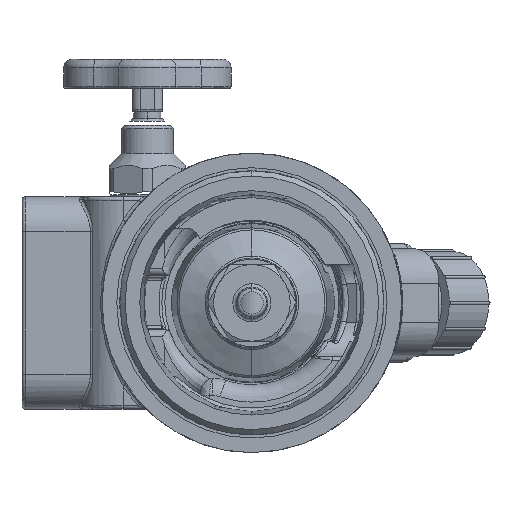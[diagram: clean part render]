
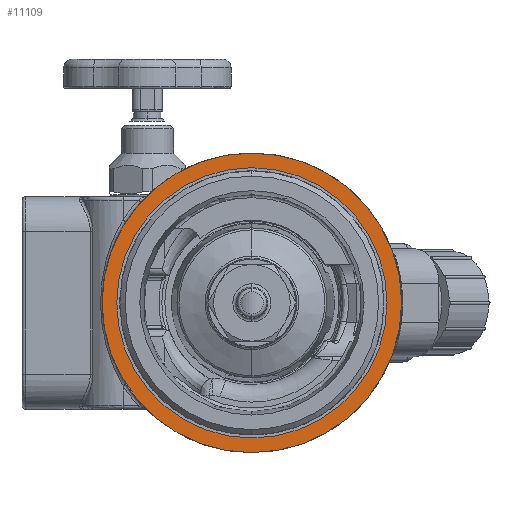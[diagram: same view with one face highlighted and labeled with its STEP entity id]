
A CAD part, front view. The second image highlights one B-rep face of the part: STEP entity #11109.
In plain terms, the highlighted planar face has unit normal (0, -1, 0).
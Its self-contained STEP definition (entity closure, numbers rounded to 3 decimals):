
#9199 = EDGE_CURVE ( 'NONE', #9201, #10796, #9272, .T. ) ;
#9201 = VERTEX_POINT ( 'NONE', #9344 ) ;
#9272 = CIRCLE ( 'NONE', #9348, 38.8 ) ;
#9344 = CARTESIAN_POINT ( 'NONE',  ( 0., 31.5, 38.8 ) ) ;
#9345 = DIRECTION ( 'NONE',  ( 0., 0., 1. ) ) ;
#9346 = DIRECTION ( 'NONE',  ( 0., 1., 0. ) ) ;
#9347 = CARTESIAN_POINT ( 'NONE',  ( 0., 31.5, 0. ) ) ;
#9348 = AXIS2_PLACEMENT_3D ( 'NONE', #9347, #9346, #9345 ) ;
#9596 = CARTESIAN_POINT ( 'NONE',  ( 0., 31.5, -38.8 ) ) ;
#9620 = DIRECTION ( 'NONE',  ( 0., 0., 1. ) ) ;
#9621 = DIRECTION ( 'NONE',  ( 0., 1., 0. ) ) ;
#9622 = CARTESIAN_POINT ( 'NONE',  ( 0., 31.5, 0. ) ) ;
#9632 = AXIS2_PLACEMENT_3D ( 'NONE', #9622, #9621, #9620 ) ;
#9633 = CIRCLE ( 'NONE', #9632, 38.8 ) ;
#9698 = DIRECTION ( 'NONE',  ( 0., 0., -1. ) ) ;
#9699 = DIRECTION ( 'NONE',  ( 0., -1., 0. ) ) ;
#9700 = CARTESIAN_POINT ( 'NONE',  ( 44.574, 31.5, 0. ) ) ;
#9701 = AXIS2_PLACEMENT_3D ( 'NONE', #9700, #9699, #9698 ) ;
#9702 = PLANE ( 'NONE',  #9701 ) ;
#9703 = FACE_BOUND ( 'NONE', #11172, .T. ) ;
#9708 = FACE_OUTER_BOUND ( 'NONE', #11113, .T. ) ;
#9948 = DIRECTION ( 'NONE',  ( 0., 0., -1. ) ) ;
#9949 = DIRECTION ( 'NONE',  ( 0., 1., 0. ) ) ;
#9950 = CARTESIAN_POINT ( 'NONE',  ( 0., 31.5, 0. ) ) ;
#9951 = AXIS2_PLACEMENT_3D ( 'NONE', #9950, #9949, #9948 ) ;
#9952 = CIRCLE ( 'NONE', #9951, 43. ) ;
#10796 = VERTEX_POINT ( 'NONE', #9596 ) ;
#11084 = EDGE_CURVE ( 'NONE', #10796, #9201, #9633, .T. ) ;
#11109 = ADVANCED_FACE ( 'NONE', ( #9708, #9703 ), #9702, .T. ) ;
#11113 = EDGE_LOOP ( 'NONE', ( #11114, #11171 ) ) ;
#11114 = ORIENTED_EDGE ( 'NONE', *, *, #11170, .F. ) ;
#11126 = ORIENTED_EDGE ( 'NONE', *, *, #9199, .T. ) ;
#11127 = ORIENTED_EDGE ( 'NONE', *, *, #11084, .T. ) ;
#11170 = EDGE_CURVE ( 'NONE', #29836, #29830, #9952, .T. ) ;
#11171 = ORIENTED_EDGE ( 'NONE', *, *, #29835, .F. ) ;
#11172 = EDGE_LOOP ( 'NONE', ( #11126, #11127 ) ) ;
#12584 = DIRECTION ( 'NONE',  ( 0., 0., -1. ) ) ;
#12585 = DIRECTION ( 'NONE',  ( 0., 1., 0. ) ) ;
#12586 = CARTESIAN_POINT ( 'NONE',  ( 0., 31.5, 0. ) ) ;
#12587 = AXIS2_PLACEMENT_3D ( 'NONE', #12586, #12585, #12584 ) ;
#12588 = CIRCLE ( 'NONE', #12587, 43. ) ;
#12618 = CARTESIAN_POINT ( 'NONE',  ( 0., 31.5, 43. ) ) ;
#12642 = CARTESIAN_POINT ( 'NONE',  ( 0., 31.5, -43. ) ) ;
#29830 = VERTEX_POINT ( 'NONE', #12618 ) ;
#29835 = EDGE_CURVE ( 'NONE', #29830, #29836, #12588, .T. ) ;
#29836 = VERTEX_POINT ( 'NONE', #12642 ) ;
